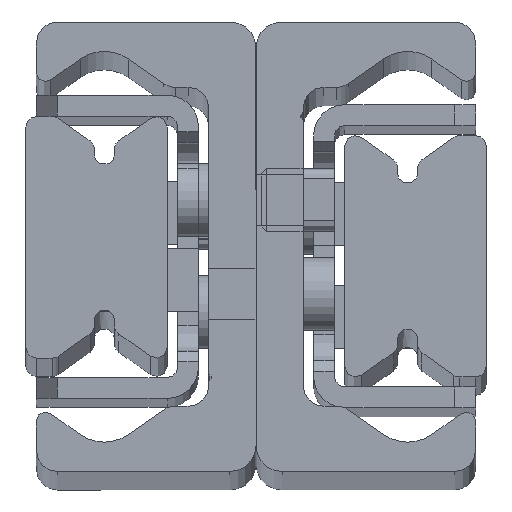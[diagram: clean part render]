
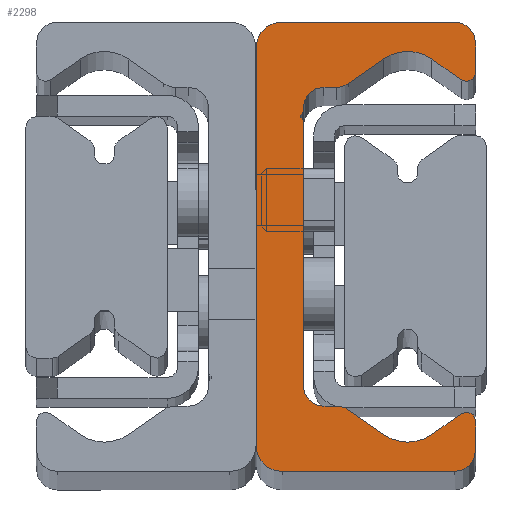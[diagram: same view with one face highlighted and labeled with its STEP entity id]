
A CAD part, top view. The second image highlights one B-rep face of the part: STEP entity #2298.
In plain terms, the highlighted planar face has unit normal (0, 0, 1).
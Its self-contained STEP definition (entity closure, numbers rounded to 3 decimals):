
#1232=CARTESIAN_POINT('',(2.499,0.,1010.0));
#1233=VERTEX_POINT('',#1232);
#1234=CARTESIAN_POINT('',(-0.001,2.5,1010.0));
#1235=VERTEX_POINT('',#1234);
#1236=CARTESIAN_POINT('',(2.499,2.5,1010.0));
#1237=DIRECTION('',(0.0,0.0,-1.0));
#1238=DIRECTION('',(-1.0,0.0,0.0));
#1239=AXIS2_PLACEMENT_3D('',#1236,#1237,#1238);
#1240=CIRCLE('',#1239,2.5);
#1241=EDGE_CURVE('',#1233,#1235,#1240,.T.);
#1274=CARTESIAN_POINT('',(-0.001,40.5,1010.0));
#1275=VERTEX_POINT('',#1274);
#1276=CARTESIAN_POINT('',(-0.001,2.5,1010.0));
#1277=DIRECTION('',(0.0,1.0,0.0));
#1278=VECTOR('',#1277,38.0);
#1279=LINE('',#1276,#1278);
#1280=EDGE_CURVE('',#1235,#1275,#1279,.T.);
#1356=CARTESIAN_POINT('',(2.499,43.0,1010.0));
#1357=VERTEX_POINT('',#1356);
#1358=CARTESIAN_POINT('',(2.499,40.5,1010.0));
#1359=DIRECTION('',(0.0,0.0,-1.0));
#1360=DIRECTION('',(0.0,1.0,0.0));
#1361=AXIS2_PLACEMENT_3D('',#1358,#1359,#1360);
#1362=CIRCLE('',#1361,2.5);
#1363=EDGE_CURVE('',#1275,#1357,#1362,.T.);
#1389=CARTESIAN_POINT('',(18.999,43.,1010.0));
#1390=VERTEX_POINT('',#1389);
#1391=CARTESIAN_POINT('',(2.499,43.0,1010.0));
#1392=DIRECTION('',(1.0,0.0,0.0));
#1393=VECTOR('',#1392,16.5);
#1394=LINE('',#1391,#1393);
#1395=EDGE_CURVE('',#1357,#1390,#1394,.T.);
#1420=CARTESIAN_POINT('',(20.999,41.,1010.0));
#1421=VERTEX_POINT('',#1420);
#1422=CARTESIAN_POINT('',(18.999,41.,1010.0));
#1423=DIRECTION('',(0.0,0.0,-1.0));
#1424=DIRECTION('',(1.0,0.0,0.0));
#1425=AXIS2_PLACEMENT_3D('',#1422,#1423,#1424);
#1426=CIRCLE('',#1425,2.0);
#1427=EDGE_CURVE('',#1390,#1421,#1426,.T.);
#1453=CARTESIAN_POINT('',(20.999,38.15,1010.0));
#1454=VERTEX_POINT('',#1453);
#1455=CARTESIAN_POINT('',(20.999,41.,1010.0));
#1456=DIRECTION('',(0.0,-1.0,0.0));
#1457=VECTOR('',#1456,2.85);
#1458=LINE('',#1455,#1457);
#1459=EDGE_CURVE('',#1421,#1454,#1458,.T.);
#1484=CARTESIAN_POINT('',(19.662,37.453,1010.0));
#1485=VERTEX_POINT('',#1484);
#1486=CARTESIAN_POINT('',(20.149,38.15,1010.0));
#1487=DIRECTION('',(0.0,0.0,-1.));
#1488=DIRECTION('',(-0.574,-0.819,0.0));
#1489=AXIS2_PLACEMENT_3D('',#1486,#1487,#1488);
#1490=CIRCLE('',#1489,0.85);
#1491=EDGE_CURVE('',#1454,#1485,#1490,.T.);
#1517=CARTESIAN_POINT('',(16.794,39.462,1010.0));
#1518=VERTEX_POINT('',#1517);
#1519=CARTESIAN_POINT('',(19.662,37.453,1010.0));
#1520=DIRECTION('',(-0.819,0.574,0.0));
#1521=VECTOR('',#1520,3.501);
#1522=LINE('',#1519,#1521);
#1523=EDGE_CURVE('',#1485,#1518,#1522,.T.);
#1548=CARTESIAN_POINT('',(12.205,39.462,1010.0));
#1549=VERTEX_POINT('',#1548);
#1550=CARTESIAN_POINT('',(14.499,36.185,1010.0));
#1551=DIRECTION('',(0.0,0.0,1.0));
#1552=DIRECTION('',(-0.574,-0.819,0.0));
#1553=AXIS2_PLACEMENT_3D('',#1550,#1551,#1552);
#1554=CIRCLE('',#1553,4.0);
#1555=EDGE_CURVE('',#1518,#1549,#1554,.T.);
#1581=CARTESIAN_POINT('',(8.849,37.112,1010.0));
#1582=VERTEX_POINT('',#1581);
#1583=CARTESIAN_POINT('',(12.205,39.462,1010.0));
#1584=DIRECTION('',(-0.819,-0.574,0.0));
#1585=VECTOR('',#1584,4.097);
#1586=LINE('',#1583,#1585);
#1587=EDGE_CURVE('',#1549,#1582,#1586,.T.);
#1612=CARTESIAN_POINT('',(7.702,36.75,1010.0));
#1613=VERTEX_POINT('',#1612);
#1614=CARTESIAN_POINT('',(7.702,38.75,1010.0));
#1615=DIRECTION('',(0.0,0.0,-1.0));
#1616=DIRECTION('',(0.0,-1.0,0.0));
#1617=AXIS2_PLACEMENT_3D('',#1614,#1615,#1616);
#1618=CIRCLE('',#1617,2.0);
#1619=EDGE_CURVE('',#1582,#1613,#1618,.T.);
#1645=CARTESIAN_POINT('',(6.499,36.75,1010.0));
#1646=VERTEX_POINT('',#1645);
#1647=CARTESIAN_POINT('',(7.702,36.75,1010.0));
#1648=DIRECTION('',(-1.0,0.0,0.0));
#1649=VECTOR('',#1648,1.203);
#1650=LINE('',#1647,#1649);
#1651=EDGE_CURVE('',#1613,#1646,#1650,.T.);
#1676=CARTESIAN_POINT('',(4.499,34.75,1010.0));
#1677=VERTEX_POINT('',#1676);
#1678=CARTESIAN_POINT('',(6.499,34.75,1010.0));
#1679=DIRECTION('',(0.0,0.0,1.0));
#1680=DIRECTION('',(0.0,-1.0,0.0));
#1681=AXIS2_PLACEMENT_3D('',#1678,#1679,#1680);
#1682=CIRCLE('',#1681,2.0);
#1683=EDGE_CURVE('',#1646,#1677,#1682,.T.);
#1709=CARTESIAN_POINT('',(4.499,34.361,1010.0));
#1710=VERTEX_POINT('',#1709);
#1711=CARTESIAN_POINT('',(4.499,34.75,1010.0));
#1712=DIRECTION('',(0.0,-1.0,0.0));
#1713=VECTOR('',#1712,0.389);
#1714=LINE('',#1711,#1713);
#1715=EDGE_CURVE('',#1677,#1710,#1714,.T.);
#1740=CARTESIAN_POINT('',(4.411,34.234,1010.0));
#1741=VERTEX_POINT('',#1740);
#1742=CARTESIAN_POINT('',(4.363,34.361,1010.0));
#1743=DIRECTION('',(0.0,0.0,-1.0));
#1744=DIRECTION('',(0.353,-0.936,0.0));
#1745=AXIS2_PLACEMENT_3D('',#1742,#1743,#1744);
#1746=CIRCLE('',#1745,0.136);
#1747=EDGE_CURVE('',#1710,#1741,#1746,.T.);
#1773=CARTESIAN_POINT('',(4.422,33.762,1010.0));
#1774=VERTEX_POINT('',#1773);
#1775=CARTESIAN_POINT('',(4.499,34.0,1010.0));
#1776=DIRECTION('',(0.0,0.0,1.));
#1777=DIRECTION('',(0.353,-0.936,0.0));
#1778=AXIS2_PLACEMENT_3D('',#1775,#1776,#1777);
#1779=CIRCLE('',#1778,0.25);
#1780=EDGE_CURVE('',#1741,#1774,#1779,.T.);
#1806=CARTESIAN_POINT('',(4.499,33.656,1010.0));
#1807=VERTEX_POINT('',#1806);
#1808=CARTESIAN_POINT('',(4.387,33.656,1010.0));
#1809=DIRECTION('',(0.0,0.0,-1.0));
#1810=DIRECTION('',(1.0,0.0,0.0));
#1811=AXIS2_PLACEMENT_3D('',#1808,#1809,#1810);
#1812=CIRCLE('',#1811,0.112);
#1813=EDGE_CURVE('',#1774,#1807,#1812,.T.);
#1839=CARTESIAN_POINT('',(4.499,8.25,1010.0));
#1840=VERTEX_POINT('',#1839);
#1841=CARTESIAN_POINT('',(4.499,33.656,1010.0));
#1842=DIRECTION('',(0.0,-1.0,0.0));
#1843=VECTOR('',#1842,25.406);
#1844=LINE('',#1841,#1843);
#1845=EDGE_CURVE('',#1807,#1840,#1844,.T.);
#1921=CARTESIAN_POINT('',(6.499,6.25,1010.0));
#1922=VERTEX_POINT('',#1921);
#1923=CARTESIAN_POINT('',(6.499,8.25,1010.0));
#1924=DIRECTION('',(0.0,0.0,1.0));
#1925=DIRECTION('',(1.0,0.0,0.0));
#1926=AXIS2_PLACEMENT_3D('',#1923,#1924,#1925);
#1927=CIRCLE('',#1926,2.0);
#1928=EDGE_CURVE('',#1840,#1922,#1927,.T.);
#1954=CARTESIAN_POINT('',(7.702,6.25,1010.0));
#1955=VERTEX_POINT('',#1954);
#1956=CARTESIAN_POINT('',(6.499,6.25,1010.0));
#1957=DIRECTION('',(1.0,0.0,0.0));
#1958=VECTOR('',#1957,1.203);
#1959=LINE('',#1956,#1958);
#1960=EDGE_CURVE('',#1922,#1955,#1959,.T.);
#1985=CARTESIAN_POINT('',(8.849,5.888,1010.0));
#1986=VERTEX_POINT('',#1985);
#1987=CARTESIAN_POINT('',(7.702,4.25,1010.0));
#1988=DIRECTION('',(0.0,0.0,-1.));
#1989=DIRECTION('',(0.574,0.819,0.0));
#1990=AXIS2_PLACEMENT_3D('',#1987,#1988,#1989);
#1991=CIRCLE('',#1990,2.0);
#1992=EDGE_CURVE('',#1955,#1986,#1991,.T.);
#2018=CARTESIAN_POINT('',(12.205,3.538,1010.0));
#2019=VERTEX_POINT('',#2018);
#2020=CARTESIAN_POINT('',(8.849,5.888,1010.0));
#2021=DIRECTION('',(0.819,-0.574,0.0));
#2022=VECTOR('',#2021,4.097);
#2023=LINE('',#2020,#2022);
#2024=EDGE_CURVE('',#1986,#2019,#2023,.T.);
#2049=CARTESIAN_POINT('',(16.794,3.538,1010.0));
#2050=VERTEX_POINT('',#2049);
#2051=CARTESIAN_POINT('',(14.499,6.815,1010.0));
#2052=DIRECTION('',(0.0,0.0,1.0));
#2053=DIRECTION('',(0.574,0.819,0.0));
#2054=AXIS2_PLACEMENT_3D('',#2051,#2052,#2053);
#2055=CIRCLE('',#2054,4.0);
#2056=EDGE_CURVE('',#2019,#2050,#2055,.T.);
#2082=CARTESIAN_POINT('',(19.662,5.547,1010.0));
#2083=VERTEX_POINT('',#2082);
#2084=CARTESIAN_POINT('',(16.794,3.538,1010.0));
#2085=DIRECTION('',(0.819,0.574,0.0));
#2086=VECTOR('',#2085,3.501);
#2087=LINE('',#2084,#2086);
#2088=EDGE_CURVE('',#2050,#2083,#2087,.T.);
#2113=CARTESIAN_POINT('',(20.999,4.85,1010.0));
#2114=VERTEX_POINT('',#2113);
#2115=CARTESIAN_POINT('',(20.149,4.85,1010.0));
#2116=DIRECTION('',(0.0,0.0,-1.0));
#2117=DIRECTION('',(1.0,0.0,0.0));
#2118=AXIS2_PLACEMENT_3D('',#2115,#2116,#2117);
#2119=CIRCLE('',#2118,0.85);
#2120=EDGE_CURVE('',#2083,#2114,#2119,.T.);
#2146=CARTESIAN_POINT('',(20.999,2.,1010.0));
#2147=VERTEX_POINT('',#2146);
#2148=CARTESIAN_POINT('',(20.999,4.85,1010.0));
#2149=DIRECTION('',(0.0,-1.0,0.0));
#2150=VECTOR('',#2149,2.85);
#2151=LINE('',#2148,#2150);
#2152=EDGE_CURVE('',#2114,#2147,#2151,.T.);
#2177=CARTESIAN_POINT('',(18.999,0.,1010.0));
#2178=VERTEX_POINT('',#2177);
#2179=CARTESIAN_POINT('',(18.999,2.,1010.0));
#2180=DIRECTION('',(0.0,0.0,-1.0));
#2181=DIRECTION('',(0.0,-1.0,0.0));
#2182=AXIS2_PLACEMENT_3D('',#2179,#2180,#2181);
#2183=CIRCLE('',#2182,2.0);
#2184=EDGE_CURVE('',#2147,#2178,#2183,.T.);
#2210=CARTESIAN_POINT('',(18.999,0.,1010.0));
#2211=DIRECTION('',(-1.0,0.0,0.0));
#2212=VECTOR('',#2211,16.5);
#2213=LINE('',#2210,#2212);
#2214=EDGE_CURVE('',#2178,#1233,#2213,.T.);
#2263=CARTESIAN_POINT('',(7.822,21.517,1010.0));
#2264=DIRECTION('',(0.0,0.0,1.0));
#2265=DIRECTION('',(1.0,0.0,0.0));
#2266=AXIS2_PLACEMENT_3D('',#2263,#2264,#2265);
#2267=PLANE('',#2266);
#2268=ORIENTED_EDGE('',*,*,#1241,.F.);
#2269=ORIENTED_EDGE('',*,*,#2214,.F.);
#2270=ORIENTED_EDGE('',*,*,#2184,.F.);
#2271=ORIENTED_EDGE('',*,*,#2152,.F.);
#2272=ORIENTED_EDGE('',*,*,#2120,.F.);
#2273=ORIENTED_EDGE('',*,*,#2088,.F.);
#2274=ORIENTED_EDGE('',*,*,#2056,.F.);
#2275=ORIENTED_EDGE('',*,*,#2024,.F.);
#2276=ORIENTED_EDGE('',*,*,#1992,.F.);
#2277=ORIENTED_EDGE('',*,*,#1960,.F.);
#2278=ORIENTED_EDGE('',*,*,#1928,.F.);
#2279=ORIENTED_EDGE('',*,*,#1845,.F.);
#2280=ORIENTED_EDGE('',*,*,#1813,.F.);
#2281=ORIENTED_EDGE('',*,*,#1780,.F.);
#2282=ORIENTED_EDGE('',*,*,#1747,.F.);
#2283=ORIENTED_EDGE('',*,*,#1715,.F.);
#2284=ORIENTED_EDGE('',*,*,#1683,.F.);
#2285=ORIENTED_EDGE('',*,*,#1651,.F.);
#2286=ORIENTED_EDGE('',*,*,#1619,.F.);
#2287=ORIENTED_EDGE('',*,*,#1587,.F.);
#2288=ORIENTED_EDGE('',*,*,#1555,.F.);
#2289=ORIENTED_EDGE('',*,*,#1523,.F.);
#2290=ORIENTED_EDGE('',*,*,#1491,.F.);
#2291=ORIENTED_EDGE('',*,*,#1459,.F.);
#2292=ORIENTED_EDGE('',*,*,#1427,.F.);
#2293=ORIENTED_EDGE('',*,*,#1395,.F.);
#2294=ORIENTED_EDGE('',*,*,#1363,.F.);
#2295=ORIENTED_EDGE('',*,*,#1280,.F.);
#2296=EDGE_LOOP('',(#2268,#2269,#2270,#2271,#2272,#2273,#2274,#2275,#2276,#2277,#2278,#2279,#2280,#2281,#2282,#2283,#2284,#2285,#2286,#2287,#2288,#2289,#2290,#2291,#2292,#2293,#2294,#2295));
#2297=FACE_OUTER_BOUND('',#2296,.T.);
#2298=ADVANCED_FACE('',(#2297),#2267,.T.);
